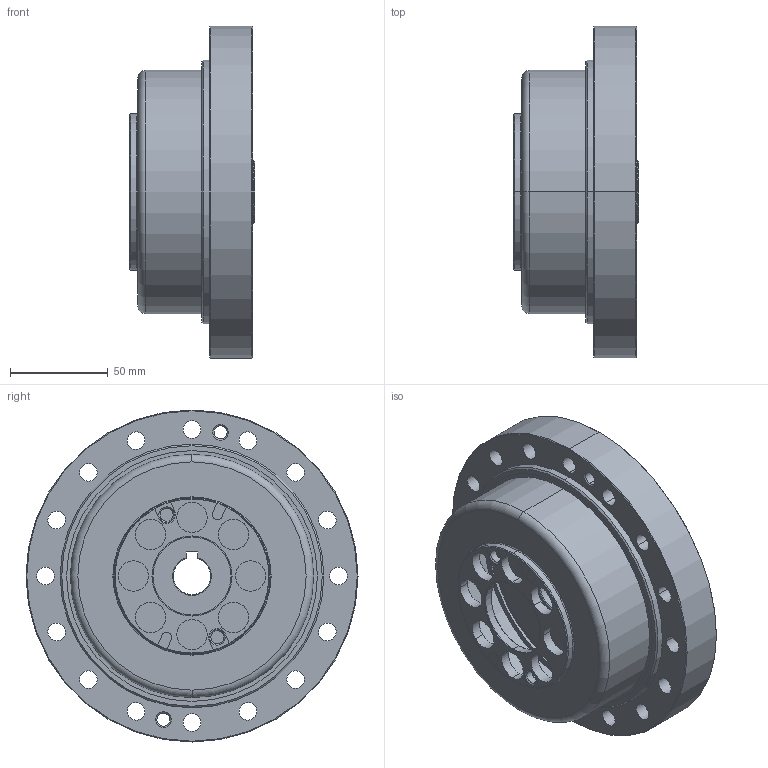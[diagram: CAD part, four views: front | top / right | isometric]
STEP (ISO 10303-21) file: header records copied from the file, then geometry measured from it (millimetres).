
FILE_DESCRIPTION(('no description'),'unknown implementation level');
FILE_NAME('CSG_50_80_2A_GR_E_1.stp',' ',('Harmonic Drive AG'),('CADClick - KiM GmbH - www.kimweb.de'),'unknown preprocess','ACIS','unknown authorization');
FILE_SCHEMA(('CONFIG_CONTROL_DESIGN'));
Length unit declared in the file: millimetre
Products named in the file (28): 1; 2; 3; 4; 5; 6; 7; 8; 9; 10; 11; 12; 13; 14; 15; 16; 17; 18; 19; 20; 21; 22; 23; 24; 25; 26; 27; 28
Bounding box: 64.1 x 170 x 170 mm (x, y, z)
Volume: 453839.5 mm3; surface area: 182343 mm2
Topology: 28 solids, 28 shells, 244 faces, 634 edges, 367 vertices
Faces by surface type: cylinder 114, sphere 46, cone 36, plane 34, torus 14
Entity records: 8339 total; most frequent: DIRECTION 1439, CARTESIAN_POINT 1189, ORIENTED_EDGE 1084, AXIS2_PLACEMENT_3D 629, EDGE_CURVE 542, VERTEX_POINT 367, CIRCLE 357, EDGE_LOOP 323
